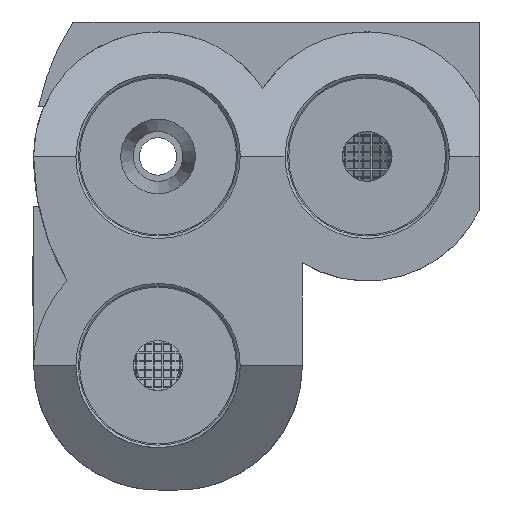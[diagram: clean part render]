
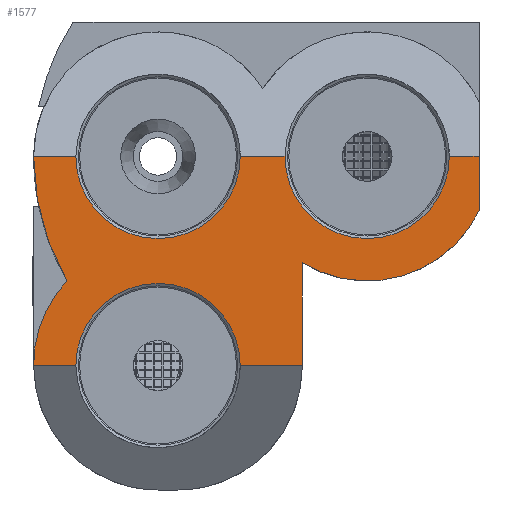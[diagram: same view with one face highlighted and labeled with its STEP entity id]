
A CAD part, front view. The second image highlights one B-rep face of the part: STEP entity #1577.
In plain terms, the highlighted planar face has unit normal (0, -1, 0).
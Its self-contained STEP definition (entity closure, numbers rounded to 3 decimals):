
#135=FACE_OUTER_BOUND('',#4199,.T.);
#1165=CIRCLE('',#20974,0.165);
#1176=CIRCLE('',#20991,0.165);
#1180=CIRCLE('',#20998,0.165);
#1299=CIRCLE('',#21143,0.25);
#1300=CIRCLE('',#21144,0.5);
#1301=CIRCLE('',#21145,0.25);
#1577=ADVANCED_FACE('',(#135),#2556,.T.);
#2556=PLANE('',#21146);
#4199=EDGE_LOOP('',(#5877,#5878,#5879,#5880,#5881,#5882,#5883,#5884,#5885,
#5886,#5887,#5888,#5889));
#5877=ORIENTED_EDGE('',*,*,#13794,.F.);
#5878=ORIENTED_EDGE('',*,*,#13795,.F.);
#5879=ORIENTED_EDGE('',*,*,#13796,.T.);
#5880=ORIENTED_EDGE('',*,*,#13797,.F.);
#5881=ORIENTED_EDGE('',*,*,#13798,.T.);
#5882=ORIENTED_EDGE('',*,*,#13501,.F.);
#5883=ORIENTED_EDGE('',*,*,#13799,.T.);
#5884=ORIENTED_EDGE('',*,*,#13513,.F.);
#5885=ORIENTED_EDGE('',*,*,#13800,.T.);
#5886=ORIENTED_EDGE('',*,*,#13801,.T.);
#5887=ORIENTED_EDGE('',*,*,#13802,.T.);
#5888=ORIENTED_EDGE('',*,*,#13803,.F.);
#5889=ORIENTED_EDGE('',*,*,#13518,.F.);
#11530=VERTEX_POINT('',#27282);
#11531=VERTEX_POINT('',#27283);
#11542=VERTEX_POINT('',#27311);
#11543=VERTEX_POINT('',#27312);
#11547=VERTEX_POINT('',#27323);
#11548=VERTEX_POINT('',#27324);
#11790=VERTEX_POINT('',#28448);
#11791=VERTEX_POINT('',#28450);
#11792=VERTEX_POINT('',#28452);
#11793=VERTEX_POINT('',#28454);
#11794=VERTEX_POINT('',#28458);
#11795=VERTEX_POINT('',#28460);
#11796=VERTEX_POINT('',#28462);
#13501=EDGE_CURVE('',#11530,#11531,#1165,.T.);
#13513=EDGE_CURVE('',#11542,#11543,#1176,.T.);
#13518=EDGE_CURVE('',#11547,#11548,#1180,.T.);
#13794=EDGE_CURVE('',#11790,#11547,#16516,.T.);
#13795=EDGE_CURVE('',#11791,#11790,#16517,.T.);
#13796=EDGE_CURVE('',#11791,#11792,#1299,.T.);
#13797=EDGE_CURVE('',#11793,#11792,#16518,.T.);
#13798=EDGE_CURVE('',#11793,#11531,#16519,.T.);
#13799=EDGE_CURVE('',#11530,#11543,#16520,.T.);
#13800=EDGE_CURVE('',#11542,#11794,#16521,.T.);
#13801=EDGE_CURVE('',#11794,#11795,#1300,.T.);
#13802=EDGE_CURVE('',#11795,#11796,#1301,.T.);
#13803=EDGE_CURVE('',#11548,#11796,#16522,.T.);
#16516=LINE('',#28447,#18763);
#16517=LINE('',#28449,#18764);
#16518=LINE('',#28453,#18765);
#16519=LINE('',#28455,#18766);
#16520=LINE('',#28456,#18767);
#16521=LINE('',#28457,#18768);
#16522=LINE('',#28463,#18769);
#18763=VECTOR('',#22686,1.);
#18764=VECTOR('',#22687,1.);
#18765=VECTOR('',#22690,1.);
#18766=VECTOR('',#22691,1.);
#18767=VECTOR('',#22692,1.);
#18768=VECTOR('',#22693,1.);
#18769=VECTOR('',#22698,1.);
#20974=AXIS2_PLACEMENT_3D('',#27281,#22314,#22315);
#20991=AXIS2_PLACEMENT_3D('',#27310,#22348,#22349);
#20998=AXIS2_PLACEMENT_3D('',#27322,#22362,#22363);
#21143=AXIS2_PLACEMENT_3D('',#28451,#22688,#22689);
#21144=AXIS2_PLACEMENT_3D('',#28459,#22694,#22695);
#21145=AXIS2_PLACEMENT_3D('',#28461,#22696,#22697);
#21146=AXIS2_PLACEMENT_3D('',#28464,#22699,#22700);
#22314=DIRECTION('',(0.,-1.,0.));
#22315=DIRECTION('',(1.,0.,0.));
#22348=DIRECTION('',(0.,-1.,0.));
#22349=DIRECTION('',(1.,0.,0.));
#22362=DIRECTION('',(0.,-1.,0.));
#22363=DIRECTION('',(1.,0.,0.));
#22686=DIRECTION('',(-1.,0.,0.));
#22687=DIRECTION('',(0.,0.,-1.));
#22688=DIRECTION('',(0.,-1.,0.));
#22689=DIRECTION('',(1.,0.,0.));
#22690=DIRECTION('',(0.,0.,-1.));
#22691=DIRECTION('',(-1.,0.,0.));
#22692=DIRECTION('',(-1.,0.,0.));
#22693=DIRECTION('',(-1.,0.,0.));
#22694=DIRECTION('',(0.,-1.,0.));
#22695=DIRECTION('',(1.,0.,0.));
#22696=DIRECTION('',(0.,-1.,0.));
#22697=DIRECTION('',(1.,0.,0.));
#22698=DIRECTION('',(-1.,0.,0.));
#22699=DIRECTION('',(0.,-1.,0.));
#22700=DIRECTION('',(0.,0.,-1.));
#27281=CARTESIAN_POINT('',(0.17,-1.101,0.));
#27282=CARTESIAN_POINT('',(0.005,-1.101,0.));
#27283=CARTESIAN_POINT('',(0.335,-1.101,0.));
#27310=CARTESIAN_POINT('',(-0.25,-1.101,0.));
#27311=CARTESIAN_POINT('',(-0.415,-1.101,0.));
#27312=CARTESIAN_POINT('',(-0.085,-1.101,0.));
#27322=CARTESIAN_POINT('',(-0.25,-1.101,-0.42));
#27323=CARTESIAN_POINT('',(-0.085,-1.101,-0.42));
#27324=CARTESIAN_POINT('',(-0.415,-1.101,-0.42));
#28447=CARTESIAN_POINT('',(0.485,-1.101,-0.42));
#28448=CARTESIAN_POINT('',(0.04,-1.101,-0.42));
#28449=CARTESIAN_POINT('',(0.04,-1.101,-0.214));
#28450=CARTESIAN_POINT('',(0.04,-1.101,-0.214));
#28451=CARTESIAN_POINT('',(0.17,-1.101,0.));
#28452=CARTESIAN_POINT('',(0.395,-1.101,-0.109));
#28453=CARTESIAN_POINT('',(0.395,-1.101,0.818));
#28454=CARTESIAN_POINT('',(0.395,-1.101,0.));
#28455=CARTESIAN_POINT('',(0.485,-1.101,0.));
#28456=CARTESIAN_POINT('',(0.485,-1.101,0.));
#28457=CARTESIAN_POINT('',(0.485,-1.101,0.));
#28458=CARTESIAN_POINT('',(-0.5,-1.101,0.));
#28459=CARTESIAN_POINT('',(0.,-1.101,0.));
#28460=CARTESIAN_POINT('',(-0.433,-1.101,-0.25));
#28461=CARTESIAN_POINT('',(-0.25,-1.101,-0.42));
#28462=CARTESIAN_POINT('',(-0.5,-1.101,-0.42));
#28463=CARTESIAN_POINT('',(0.485,-1.101,-0.42));
#28464=CARTESIAN_POINT('',(0.,-1.101,0.));
